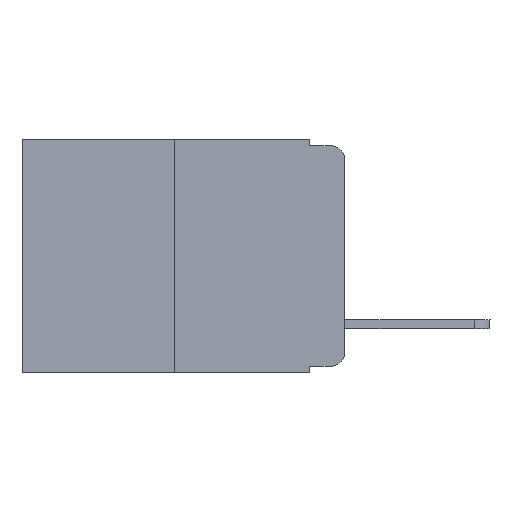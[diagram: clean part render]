
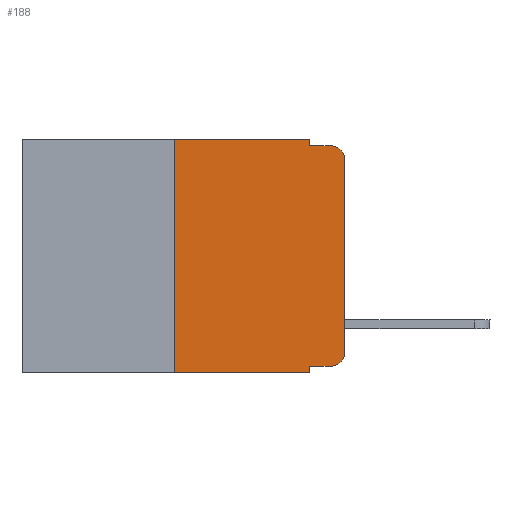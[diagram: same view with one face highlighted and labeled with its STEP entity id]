
A CAD part, left-side view. The second image highlights one B-rep face of the part: STEP entity #188.
In plain terms, the highlighted planar face has unit normal (-1, 0, 0).
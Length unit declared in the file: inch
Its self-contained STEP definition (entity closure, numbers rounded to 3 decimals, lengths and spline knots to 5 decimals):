
#29 = DIRECTION ( 'NONE',  ( 0., 0., -1. ) ) ;
#188 = ADVANCED_FACE ( 'NONE', ( #6317 ), #14979, .F. ) ;
#554 = VECTOR ( 'NONE', #4563, 39.37008 ) ;
#732 = ORIENTED_EDGE ( 'NONE', *, *, #6993, .T. ) ;
#987 = VECTOR ( 'NONE', #13528, 39.37008 ) ;
#1440 = VECTOR ( 'NONE', #29, 39.37008 ) ;
#1446 = EDGE_CURVE ( 'NONE', #18400, #22395, #12042, .T. ) ;
#1936 = LINE ( 'NONE', #5143, #14660 ) ;
#2379 = CARTESIAN_POINT ( 'NONE',  ( 0., 0.051, -0.333 ) ) ;
#2682 = DIRECTION ( 'NONE',  ( 0., 0., 1. ) ) ;
#2756 = DIRECTION ( 'NONE',  ( 0., 0., -1. ) ) ;
#3945 = CARTESIAN_POINT ( 'NONE',  ( 0., 0.051, 0. ) ) ;
#3963 = CARTESIAN_POINT ( 'NONE',  ( 0., 0.473, -0.343 ) ) ;
#4038 = CARTESIAN_POINT ( 'NONE',  ( 0., 0.02, -0.01 ) ) ;
#4076 = VERTEX_POINT ( 'NONE', #22171 ) ;
#4117 = CARTESIAN_POINT ( 'NONE',  ( 0., 0.02, -0.333 ) ) ;
#4337 = LINE ( 'NONE', #18730, #554 ) ;
#4406 = ORIENTED_EDGE ( 'NONE', *, *, #19069, .F. ) ;
#4410 = AXIS2_PLACEMENT_3D ( 'NONE', #8504, #9881, #4664 ) ;
#4563 = DIRECTION ( 'NONE',  ( 0., -1., 0. ) ) ;
#4664 = DIRECTION ( 'NONE',  ( 0., 0., -1. ) ) ;
#4838 = ORIENTED_EDGE ( 'NONE', *, *, #14570, .T. ) ;
#5143 = CARTESIAN_POINT ( 'NONE',  ( 0., 0.051, 0. ) ) ;
#5350 = VERTEX_POINT ( 'NONE', #3945 ) ;
#5619 = VECTOR ( 'NONE', #20592, 39.37008 ) ;
#5771 = DIRECTION ( 'NONE',  ( 0., -1., 0. ) ) ;
#6201 = DIRECTION ( 'NONE',  ( 1., 0., 0. ) ) ;
#6317 = FACE_OUTER_BOUND ( 'NONE', #10785, .T. ) ;
#6664 = EDGE_CURVE ( 'NONE', #13618, #17790, #15320, .T. ) ;
#6797 = CARTESIAN_POINT ( 'NONE',  ( 0., 0.25, -0.343 ) ) ;
#6840 = CARTESIAN_POINT ( 'NONE',  ( 0., 0.473, 0. ) ) ;
#6993 = EDGE_CURVE ( 'NONE', #8610, #18400, #4337, .T. ) ;
#8264 = VECTOR ( 'NONE', #5771, 39.37008 ) ;
#8326 = VECTOR ( 'NONE', #2682, 39.37008 ) ;
#8504 = CARTESIAN_POINT ( 'NONE',  ( 0., 0.02, -0.03 ) ) ;
#8610 = VERTEX_POINT ( 'NONE', #2379 ) ;
#8822 = CARTESIAN_POINT ( 'NONE',  ( 0., 0.051, 0. ) ) ;
#9264 = ORIENTED_EDGE ( 'NONE', *, *, #11332, .T. ) ;
#9881 = DIRECTION ( 'NONE',  ( -1., 0., 0. ) ) ;
#10242 = VERTEX_POINT ( 'NONE', #15960 ) ;
#10271 = CARTESIAN_POINT ( 'NONE',  ( 0., 0., -0.313 ) ) ;
#10423 = EDGE_CURVE ( 'NONE', #10846, #4076, #12620, .T. ) ;
#10785 = EDGE_LOOP ( 'NONE', ( #4838, #12918, #20678, #4406, #22548, #14350, #9264, #15930, #732, #13786 ) ) ;
#10846 = VERTEX_POINT ( 'NONE', #6797 ) ;
#11332 = EDGE_CURVE ( 'NONE', #10846, #20352, #21438, .T. ) ;
#11340 = DIRECTION ( 'NONE',  ( 0., 0., 1. ) ) ;
#11857 = DIRECTION ( 'NONE',  ( 0., 0., -1. ) ) ;
#12042 = CIRCLE ( 'NONE', #13526, 0.02 ) ;
#12224 = VECTOR ( 'NONE', #11340, 39.37008 ) ;
#12371 = LINE ( 'NONE', #8822, #1440 ) ;
#12620 = LINE ( 'NONE', #13066, #12224 ) ;
#12918 = ORIENTED_EDGE ( 'NONE', *, *, #19918, .T. ) ;
#13066 = CARTESIAN_POINT ( 'NONE',  ( 0., 0.25, 0. ) ) ;
#13526 = AXIS2_PLACEMENT_3D ( 'NONE', #13837, #18652, #11857 ) ;
#13528 = DIRECTION ( 'NONE',  ( 0., -1., 0. ) ) ;
#13618 = VERTEX_POINT ( 'NONE', #15428 ) ;
#13717 = CARTESIAN_POINT ( 'NONE',  ( 0., 0.051, -0.01 ) ) ;
#13786 = ORIENTED_EDGE ( 'NONE', *, *, #1446, .T. ) ;
#13837 = CARTESIAN_POINT ( 'NONE',  ( 0., 0.02, -0.313 ) ) ;
#14350 = ORIENTED_EDGE ( 'NONE', *, *, #10423, .F. ) ;
#14570 = EDGE_CURVE ( 'NONE', #22395, #10242, #20402, .T. ) ;
#14660 = VECTOR ( 'NONE', #22648, 39.37008 ) ;
#14979 = PLANE ( 'NONE',  #20302 ) ;
#15320 = LINE ( 'NONE', #13717, #5619 ) ;
#15428 = CARTESIAN_POINT ( 'NONE',  ( 0., 0.051, -0.01 ) ) ;
#15930 = ORIENTED_EDGE ( 'NONE', *, *, #16953, .F. ) ;
#15954 = EDGE_CURVE ( 'NONE', #4076, #5350, #20855, .T. ) ;
#15960 = CARTESIAN_POINT ( 'NONE',  ( 0., 0., -0.03 ) ) ;
#16953 = EDGE_CURVE ( 'NONE', #8610, #20352, #1936, .T. ) ;
#17790 = VERTEX_POINT ( 'NONE', #4038 ) ;
#18400 = VERTEX_POINT ( 'NONE', #4117 ) ;
#18652 = DIRECTION ( 'NONE',  ( -1., 0., 0. ) ) ;
#18730 = CARTESIAN_POINT ( 'NONE',  ( 0., 0.051, -0.333 ) ) ;
#18922 = CARTESIAN_POINT ( 'NONE',  ( 0., 0., 0. ) ) ;
#19069 = EDGE_CURVE ( 'NONE', #5350, #13618, #12371, .T. ) ;
#19918 = EDGE_CURVE ( 'NONE', #10242, #17790, #21672, .T. ) ;
#20302 = AXIS2_PLACEMENT_3D ( 'NONE', #21955, #6201, #2756 ) ;
#20352 = VERTEX_POINT ( 'NONE', #22353 ) ;
#20402 = LINE ( 'NONE', #18922, #8326 ) ;
#20592 = DIRECTION ( 'NONE',  ( 0., -1., 0. ) ) ;
#20678 = ORIENTED_EDGE ( 'NONE', *, *, #6664, .F. ) ;
#20855 = LINE ( 'NONE', #6840, #987 ) ;
#21438 = LINE ( 'NONE', #3963, #8264 ) ;
#21672 = CIRCLE ( 'NONE', #4410, 0.02 ) ;
#21955 = CARTESIAN_POINT ( 'NONE',  ( 0., 0.473, 0. ) ) ;
#22171 = CARTESIAN_POINT ( 'NONE',  ( 0., 0.25, 0. ) ) ;
#22353 = CARTESIAN_POINT ( 'NONE',  ( 0., 0.051, -0.343 ) ) ;
#22395 = VERTEX_POINT ( 'NONE', #10271 ) ;
#22548 = ORIENTED_EDGE ( 'NONE', *, *, #15954, .F. ) ;
#22648 = DIRECTION ( 'NONE',  ( 0., 0., -1. ) ) ;
